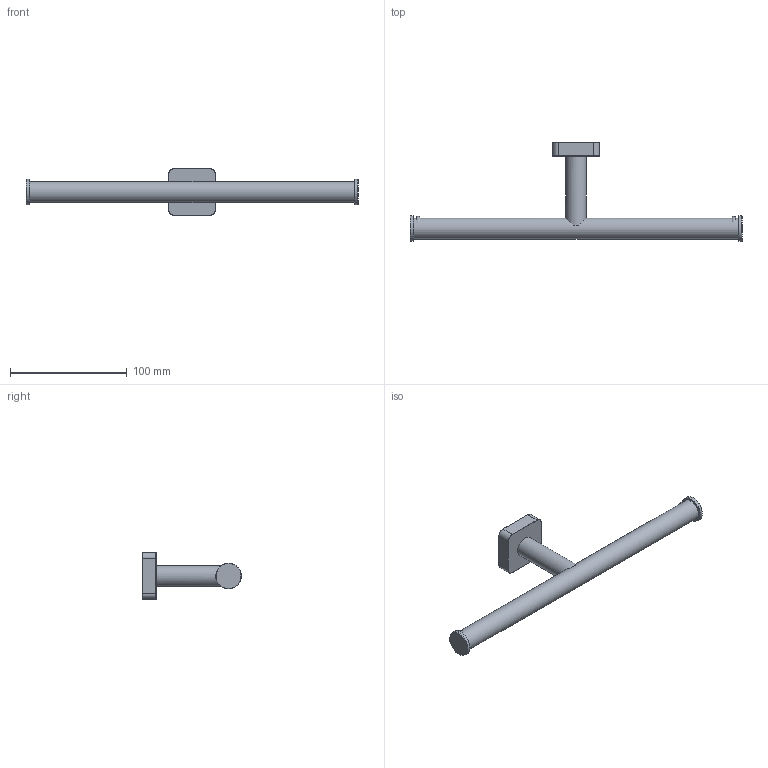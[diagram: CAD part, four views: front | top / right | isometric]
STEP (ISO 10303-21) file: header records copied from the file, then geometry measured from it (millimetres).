
FILE_DESCRIPTION(/* description */ ('Unknown'),/* implementation_level */ '2;1');
FILE_NAME(/* name */ 'GLA05',/* time_stamp */ '2021-07-21T16:55:57+02:00',/* author */ ('Unknown'),/* organization */ ('Unknown'),/* preprocessor_version */ 'ST-DEVELOPER v16.7',/* originating_system */ 'DEX',/* authorisation */ $);
FILE_SCHEMA (('AUTOMOTIVE_DESIGN {1 0 10303 214 3 1 1}'));
Length unit declared in the file: millimetre
Products named in the file (9): GLA05-00; CBA04-04; CBA04-05; CBA03-03; GLA05-001; GLA01-01; CBA04-01; CBA05-01; CBA03-02
Assembly tree (10 placements, depth 3):
  GLA05-00
    CBA04-04
    CBA04-05
    CBA03-03  x2
    GLA05-001
      GLA01-01
      CBA04-01
      CBA05-01
      CBA03-02  x2
Bounding box: 284 x 84.5 x 40 mm (x, y, z)
Volume: 38606.7 mm3; surface area: 47178.5 mm2
Topology: 9 solids, 9 shells, 110 faces, 235 edges, 146 vertices
Faces by surface type: plane 40, cylinder 37, torus 16, cone 15, bspline 2
Full cylindrical faces by diameter (mm): 4.234 x1, 4.917 x4, 4.918 x1, 5.8 x1, 6 x3, 6.2 x1, 12 x2, 13 x1, 16 x5, 17 x1, 17.5 x1, 18 x1, 22 x2
Entity records: 2856 total; most frequent: CARTESIAN_POINT 700, DIRECTION 414, ORIENTED_EDGE 298, AXIS2_PLACEMENT_3D 185, EDGE_CURVE 149, FACE_BOUND 148, EDGE_LOOP 146, VERTEX_POINT 113
